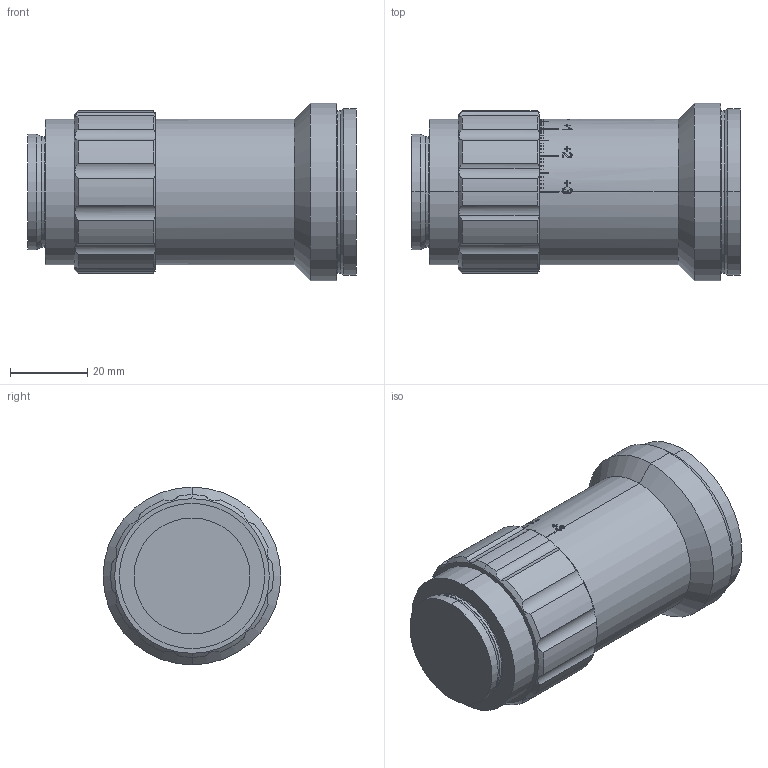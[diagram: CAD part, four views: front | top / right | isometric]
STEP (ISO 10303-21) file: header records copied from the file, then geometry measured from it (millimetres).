
FILE_DESCRIPTION (( 'STEP AP203' ), '1' );
FILE_NAME ('S6EXP0040_199_01.STEP', '2016-02-15T09:43:04', ( '' ), ( '' ), 'SwSTEP 2.0', 'SolidWorks 2015', '' );
FILE_SCHEMA (( 'CONFIG_CONTROL_DESIGN' ));
Length unit declared in the file: millimetre
Products named in the file (1): S6EXP0040_199_01
Bounding box: 85 x 46 x 46 mm (x, y, z)
Volume: 104195 mm3; surface area: 14194.6 mm2
Topology: 1 solids, 1 shells, 489 faces, 1374 edges, 906 vertices
Faces by surface type: plane 328, bspline 68, cylinder 60, cone 25, torus 8
Entity records: 25794 total; most frequent: CARTESIAN_POINT 13390, ORIENTED_EDGE 2748, DIRECTION 2325, EDGE_CURVE 1374, VERTEX_POINT 906, VECTOR 879, LINE 879, AXIS2_PLACEMENT_3D 723
